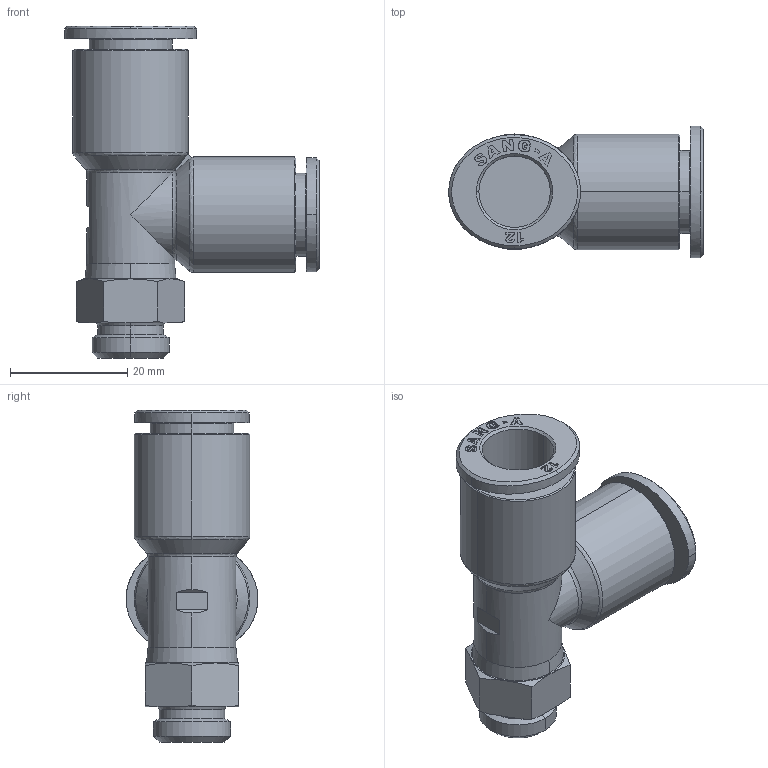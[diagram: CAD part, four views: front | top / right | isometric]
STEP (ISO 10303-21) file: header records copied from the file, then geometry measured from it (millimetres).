
FILE_DESCRIPTION (( 'STEP AP214' ), '1' );
FILE_NAME ('PST12-G02.stp', '2015-10-14T08:37:22', ( '' ), ( '' ), 'SwSTEP 2.0', 'SolidWorks 2015', '' );
FILE_SCHEMA (( 'AUTOMOTIVE_DESIGN' ));
Length unit declared in the file: millimetre
Products named in the file (2): ｦ+ﾃｦ1; PST12-G02
Assembly tree (1 placements, depth 2):
  PST12-G02
    ｦ+ﾃｦ1
Bounding box: 43.45 x 22.5 x 56.65 mm (x, y, z)
Volume: 14342 mm3; surface area: 8063 mm2
Topology: 1 solids, 1 shells, 776 faces, 2200 edges, 1454 vertices
Faces by surface type: plane 688, cone 39, cylinder 24, bspline 22, torus 3
Entity records: 27071 total; most frequent: CARTESIAN_POINT 6270, ORIENTED_EDGE 4396, DIRECTION 3712, EDGE_CURVE 2198, LINE 2008, VECTOR 2008, VERTEX_POINT 1454, AXIS2_PLACEMENT_3D 852
